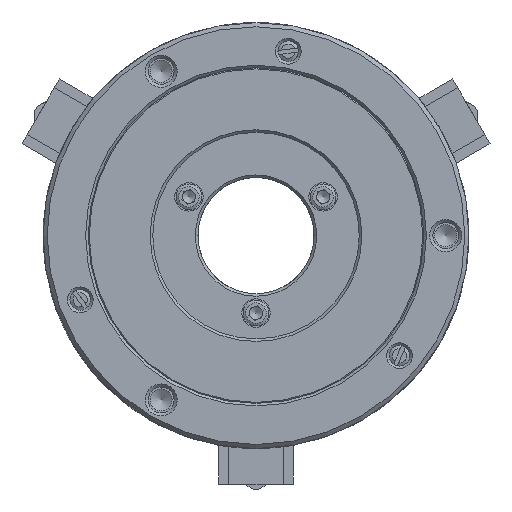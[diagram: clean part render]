
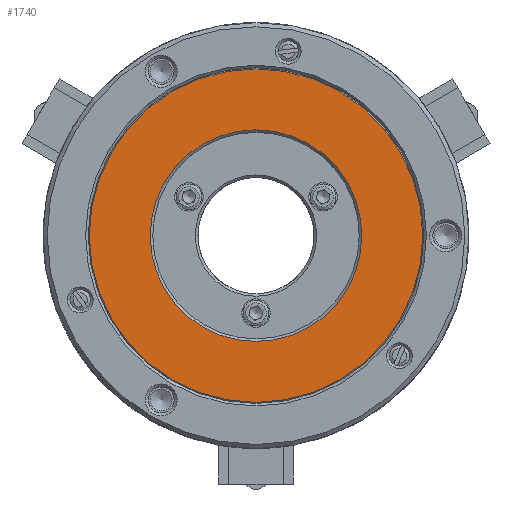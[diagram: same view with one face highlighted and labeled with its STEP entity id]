
A CAD part, front view. The second image highlights one B-rep face of the part: STEP entity #1740.
In plain terms, the highlighted planar face has unit normal (0, -1, 0).
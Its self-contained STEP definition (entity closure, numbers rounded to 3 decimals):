
#1740 = ADVANCED_FACE( '', ( #3859, #3860 ), #3861, .F. );
#3859 = FACE_OUTER_BOUND( '', #6292, .T. );
#3860 = FACE_BOUND( '', #6293, .T. );
#3861 = PLANE( '', #6294 );
#6292 = EDGE_LOOP( '', ( #11457 ) );
#6293 = EDGE_LOOP( '', ( #11458 ) );
#6294 = AXIS2_PLACEMENT_3D( '', #11459, #11460, #11461 );
#11457 = ORIENTED_EDGE( '', *, *, #16110, .F. );
#11458 = ORIENTED_EDGE( '', *, *, #14642, .T. );
#11459 = CARTESIAN_POINT( '', ( 34.641, 0., -20. ) );
#11460 = DIRECTION( '', ( 0., 1., 0. ) );
#11461 = DIRECTION( '', ( 0., 0., 1. ) );
#14642 = EDGE_CURVE( '', #17815, #17815, #17816, .T. );
#16110 = EDGE_CURVE( '', #19956, #19956, #19957, .T. );
#17815 = VERTEX_POINT( '', #22541 );
#17816 = CIRCLE( '', #22542, 41. );
#19956 = VERTEX_POINT( '', #26293 );
#19957 = CIRCLE( '', #26294, 64.6 );
#22541 = CARTESIAN_POINT( '', ( 0., 0., 41. ) );
#22542 = AXIS2_PLACEMENT_3D( '', #28198, #28199, #28200 );
#26293 = CARTESIAN_POINT( '', ( 0., 0., 64.6 ) );
#26294 = AXIS2_PLACEMENT_3D( '', #29751, #29752, #29753 );
#28198 = CARTESIAN_POINT( '', ( 0., 0., 0. ) );
#28199 = DIRECTION( '', ( 0., 1., 0. ) );
#28200 = DIRECTION( '', ( 0., 0., 1. ) );
#29751 = CARTESIAN_POINT( '', ( 0., 0., 0. ) );
#29752 = DIRECTION( '', ( 0., 1., 0. ) );
#29753 = DIRECTION( '', ( 0., 0., 1. ) );
